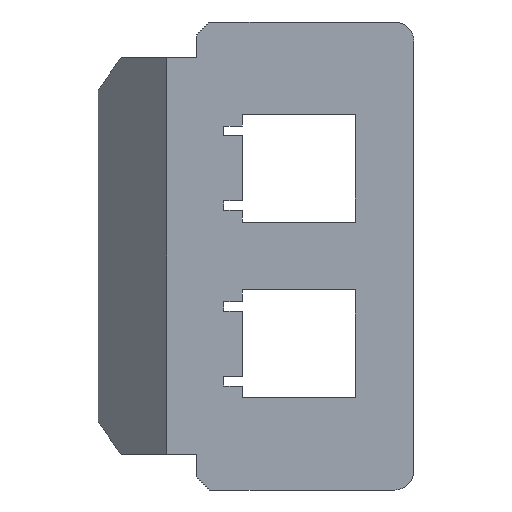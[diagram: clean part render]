
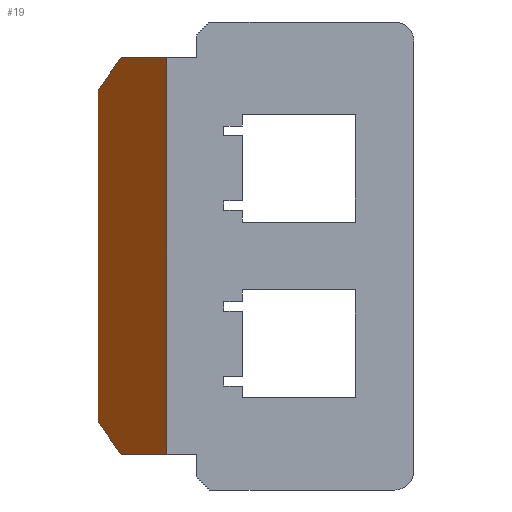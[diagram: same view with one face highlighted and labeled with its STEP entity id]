
A CAD part, left-side view. The second image highlights one B-rep face of the part: STEP entity #19.
In plain terms, the highlighted planar face has unit normal (-0.707, 0.707, 0).
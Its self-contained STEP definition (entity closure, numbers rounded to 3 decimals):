
#19=ADVANCED_FACE('',(#65),#779,.T.);
#65=FACE_OUTER_BOUND('',#111,.T.);
#111=EDGE_LOOP('',(#166,#167,#168,#169,#170,#171));
#166=ORIENTED_EDGE('',*,*,#431,.F.);
#167=ORIENTED_EDGE('',*,*,#432,.F.);
#168=ORIENTED_EDGE('',*,*,#433,.F.);
#169=ORIENTED_EDGE('',*,*,#434,.F.);
#170=ORIENTED_EDGE('',*,*,#435,.F.);
#171=ORIENTED_EDGE('',*,*,#430,.F.);
#430=EDGE_CURVE('',#694,#699,#570,.T.);
#431=EDGE_CURVE('',#695,#694,#571,.T.);
#432=EDGE_CURVE('',#696,#695,#572,.T.);
#433=EDGE_CURVE('',#697,#696,#573,.T.);
#434=EDGE_CURVE('',#698,#697,#574,.T.);
#435=EDGE_CURVE('',#699,#698,#575,.T.);
#570=B_SPLINE_CURVE_WITH_KNOTS('',1,(#1184,#1185,#1186),.UNSPECIFIED.,.F.,
 .F.,(2,1,2),(58.903,63.994,65.365),
 .UNSPECIFIED.);
#571=B_SPLINE_CURVE_WITH_KNOTS('',1,(#1187,#1188),.UNSPECIFIED.,.F.,.F.,
(2,2),(190.897,197.968),.UNSPECIFIED.);
#572=B_SPLINE_CURVE_WITH_KNOTS('',1,(#1189,#1190),.UNSPECIFIED.,.F.,.F.,
(2,2),(139.897,190.897),.UNSPECIFIED.);
#573=B_SPLINE_CURVE_WITH_KNOTS('',1,(#1191,#1192),.UNSPECIFIED.,.F.,.F.,
(2,2),(132.826,139.897),.UNSPECIFIED.);
#574=B_SPLINE_CURVE_WITH_KNOTS('',1,(#1193,#1194,#1195),.UNSPECIFIED.,.F.,
 .F.,(2,1,2),(126.365,127.735,132.826),
 .UNSPECIFIED.);
#575=B_SPLINE_CURVE_WITH_KNOTS('',1,(#1196,#1197),.UNSPECIFIED.,.F.,.F.,
(2,2),(65.365,126.365),.UNSPECIFIED.);
#694=VERTEX_POINT('',#1090);
#695=VERTEX_POINT('',#1091);
#696=VERTEX_POINT('',#1092);
#697=VERTEX_POINT('',#1093);
#698=VERTEX_POINT('',#1094);
#699=VERTEX_POINT('',#1095);
#779=PLANE('',#911);
#911=AXIS2_PLACEMENT_3D('',#1005,#958,$);
#958=DIRECTION('',(-0.707,0.707,0.));
#1005=CARTESIAN_POINT('',(-0.106,-0.106,-31.11));
#1090=CARTESIAN_POINT('',(7.071,7.071,30.5));
#1091=CARTESIAN_POINT('',(10.607,10.607,25.5));
#1092=CARTESIAN_POINT('',(10.607,10.607,-25.5));
#1093=CARTESIAN_POINT('',(7.071,7.071,-30.5));
#1094=CARTESIAN_POINT('',(0.,0.,-30.5));
#1095=CARTESIAN_POINT('',(0.,0.,30.5));
#1184=CARTESIAN_POINT('',(7.071,7.071,30.5));
#1185=CARTESIAN_POINT('',(1.5,1.5,30.5));
#1186=CARTESIAN_POINT('',(0.,0.,30.5));
#1187=CARTESIAN_POINT('',(10.607,10.607,25.5));
#1188=CARTESIAN_POINT('',(7.071,7.071,30.5));
#1189=CARTESIAN_POINT('',(10.607,10.607,-25.5));
#1190=CARTESIAN_POINT('',(10.607,10.607,25.5));
#1191=CARTESIAN_POINT('',(7.071,7.071,-30.5));
#1192=CARTESIAN_POINT('',(10.607,10.607,-25.5));
#1193=CARTESIAN_POINT('',(0.,0.,-30.5));
#1194=CARTESIAN_POINT('',(1.5,1.5,-30.5));
#1195=CARTESIAN_POINT('',(7.071,7.071,-30.5));
#1196=CARTESIAN_POINT('',(0.,0.,30.5));
#1197=CARTESIAN_POINT('',(0.,0.,-30.5));
